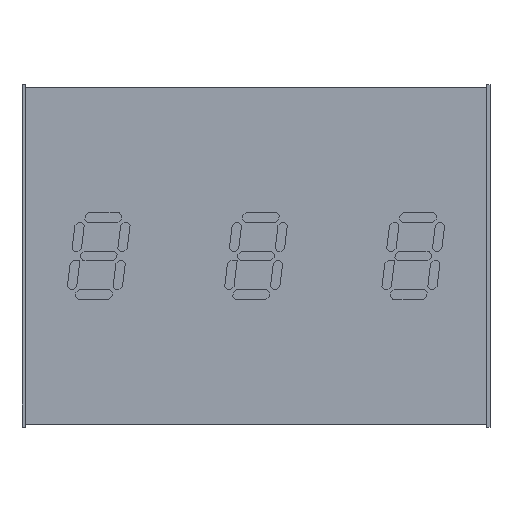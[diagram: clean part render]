
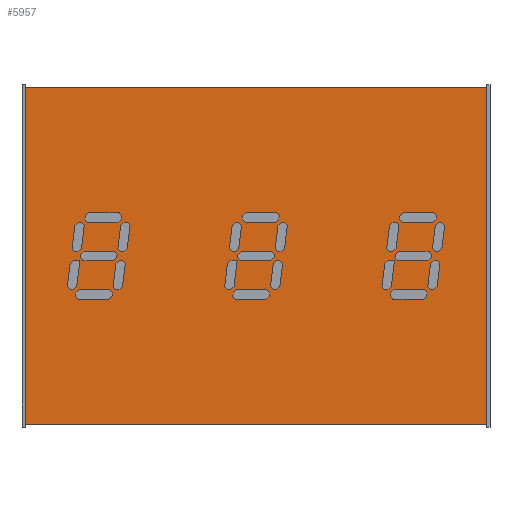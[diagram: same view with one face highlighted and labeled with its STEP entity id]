
A CAD part, top view. The second image highlights one B-rep face of the part: STEP entity #5957.
In plain terms, the highlighted free-form (B-spline) face has degree [1, 1] with [2, 2] control points.
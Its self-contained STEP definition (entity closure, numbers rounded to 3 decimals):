
#5918=CARTESIAN_POINT('',(-7.455,-5.425,2.51));
#5919=CARTESIAN_POINT('',(7.455,-5.425,2.51));
#5920=CARTESIAN_POINT('',(-7.455,5.425,2.51));
#5921=CARTESIAN_POINT('',(7.455,5.425,2.51));
#5922=B_SPLINE_SURFACE_WITH_KNOTS('',1,1,((#5918,#5920),(#5919,#5921)),.UNSPECIFIED.,.F.,.F.,.U.,(2,2),(2,2),(0.0,14.91),(0.0,10.85),.UNSPECIFIED.);
#5923=CARTESIAN_POINT('',(7.455,5.425,2.51));
#5924=VERTEX_POINT('',#5923);
#5925=CARTESIAN_POINT('',(7.455,-5.425,2.51));
#5926=VERTEX_POINT('',#5925);
#5927=CARTESIAN_POINT('',(7.455,5.425,2.51));
#5928=DIRECTION('',(0.0,-1.0,0.0));
#5929=VECTOR('',#5928,10.85);
#5930=LINE('',#5927,#5929);
#5931=EDGE_CURVE('',#5924,#5926,#5930,.T.);
#5932=ORIENTED_EDGE('',*,*,#5931,.F.);
#5933=CARTESIAN_POINT('',(-7.455,5.425,2.51));
#5934=VERTEX_POINT('',#5933);
#5935=CARTESIAN_POINT('',(-7.455,5.425,2.51));
#5936=DIRECTION('',(1.0,0.0,0.0));
#5937=VECTOR('',#5936,14.91);
#5938=LINE('',#5935,#5937);
#5939=EDGE_CURVE('',#5934,#5924,#5938,.T.);
#5940=ORIENTED_EDGE('',*,*,#5939,.F.);
#5941=CARTESIAN_POINT('',(-7.455,-5.425,2.51));
#5942=VERTEX_POINT('',#5941);
#5943=CARTESIAN_POINT('',(-7.455,-5.425,2.51));
#5944=DIRECTION('',(0.0,1.0,0.0));
#5945=VECTOR('',#5944,10.85);
#5946=LINE('',#5943,#5945);
#5947=EDGE_CURVE('',#5942,#5934,#5946,.T.);
#5948=ORIENTED_EDGE('',*,*,#5947,.F.);
#5949=CARTESIAN_POINT('',(7.455,-5.425,2.51));
#5950=DIRECTION('',(-1.0,0.0,0.0));
#5951=VECTOR('',#5950,14.91);
#5952=LINE('',#5949,#5951);
#5953=EDGE_CURVE('',#5926,#5942,#5952,.T.);
#5954=ORIENTED_EDGE('',*,*,#5953,.F.);
#5955=EDGE_LOOP('',(#5932,#5940,#5948,#5954));
#5956=FACE_OUTER_BOUND('',#5955,.T.);
#5957=ADVANCED_FACE('',(#5956),#5922,.T.);
